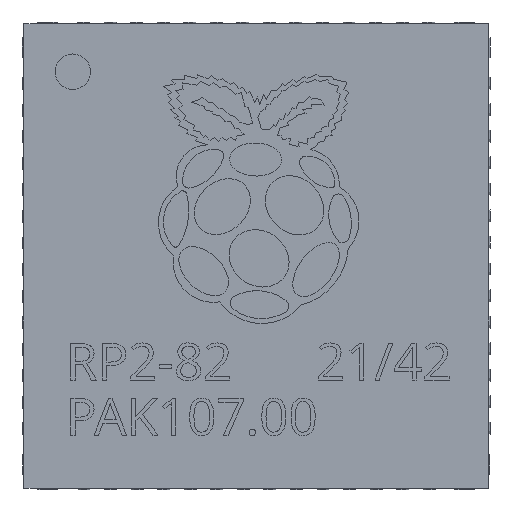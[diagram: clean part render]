
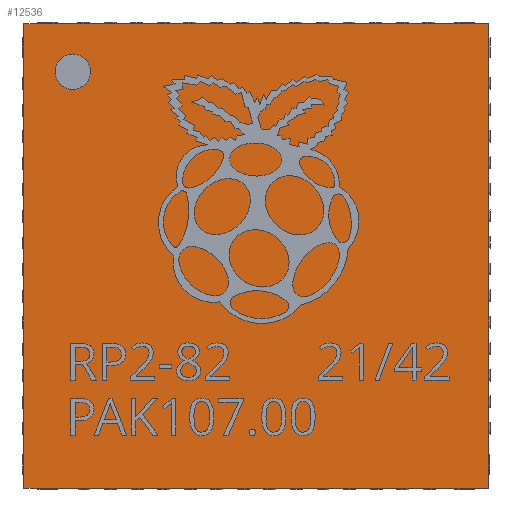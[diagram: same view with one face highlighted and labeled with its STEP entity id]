
A CAD part, top view. The second image highlights one B-rep face of the part: STEP entity #12536.
In plain terms, the highlighted planar face has unit normal (0, 0, 1).
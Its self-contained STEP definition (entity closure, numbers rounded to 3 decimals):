
#12373 = VERTEX_POINT('',#12374);
#12374 = CARTESIAN_POINT('',(-3.5,3.5,0.9));
#12380 = EDGE_CURVE('',#12373,#12381,#12383,.T.);
#12381 = VERTEX_POINT('',#12382);
#12382 = CARTESIAN_POINT('',(-3.5,-3.5,0.9));
#12383 = LINE('',#12384,#12385);
#12384 = CARTESIAN_POINT('',(-3.5,3.5,0.9));
#12385 = VECTOR('',#12386,1.);
#12386 = DIRECTION('',(0.,-1.,0.));
#12413 = VERTEX_POINT('',#12414);
#12414 = CARTESIAN_POINT('',(3.5,3.5,0.9));
#12420 = EDGE_CURVE('',#12413,#12373,#12421,.T.);
#12421 = LINE('',#12422,#12423);
#12422 = CARTESIAN_POINT('',(3.5,3.5,0.9));
#12423 = VECTOR('',#12424,1.);
#12424 = DIRECTION('',(-1.,0.,0.));
#12442 = EDGE_CURVE('',#12381,#12443,#12445,.T.);
#12443 = VERTEX_POINT('',#12444);
#12444 = CARTESIAN_POINT('',(3.5,-3.5,0.9));
#12445 = LINE('',#12446,#12447);
#12446 = CARTESIAN_POINT('',(-3.5,-3.5,0.9));
#12447 = VECTOR('',#12448,1.);
#12448 = DIRECTION('',(1.,0.,0.));
#12536 = ADVANCED_FACE('',(#12537),#12548,.T.);
#12537 = FACE_BOUND('',#12538,.T.);
#12538 = EDGE_LOOP('',(#12539,#12540,#12541,#12547));
#12539 = ORIENTED_EDGE('',*,*,#12380,.T.);
#12540 = ORIENTED_EDGE('',*,*,#12442,.T.);
#12541 = ORIENTED_EDGE('',*,*,#12542,.T.);
#12542 = EDGE_CURVE('',#12443,#12413,#12543,.T.);
#12543 = LINE('',#12544,#12545);
#12544 = CARTESIAN_POINT('',(3.5,-3.5,0.9));
#12545 = VECTOR('',#12546,1.);
#12546 = DIRECTION('',(0.,1.,0.));
#12547 = ORIENTED_EDGE('',*,*,#12420,.T.);
#12548 = PLANE('',#12549);
#12549 = AXIS2_PLACEMENT_3D('',#12550,#12551,#12552);
#12550 = CARTESIAN_POINT('',(0.,0.,0.9));
#12551 = DIRECTION('',(0.,0.,1.));
#12552 = DIRECTION('',(1.,0.,0.));
